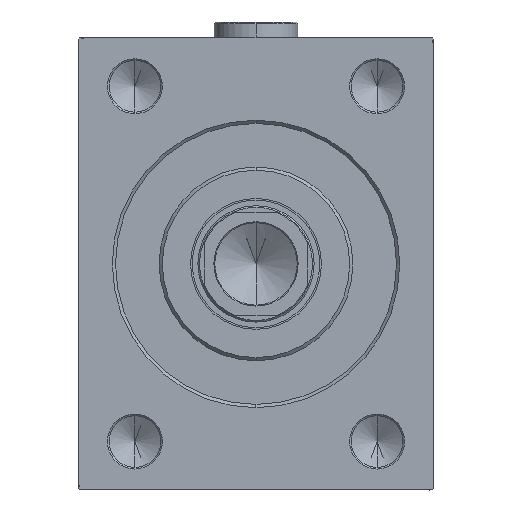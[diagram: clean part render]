
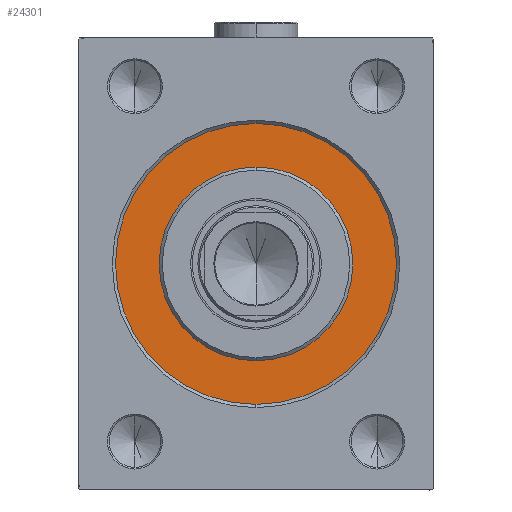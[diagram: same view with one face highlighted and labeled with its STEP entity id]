
A CAD part, left-side view. The second image highlights one B-rep face of the part: STEP entity #24301.
In plain terms, the highlighted face is planar.
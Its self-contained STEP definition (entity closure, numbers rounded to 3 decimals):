
#1499 = AXIS2_PLACEMENT_3D ( 'NONE', #8627, #22902, #15071 ) ;
#2967 = EDGE_CURVE ( 'NONE', #30485, #41665, #6319, .T. ) ;
#5637 = PLANE ( 'NONE',  #25160 ) ;
#6319 = CIRCLE ( 'NONE', #18816, 30. ) ;
#6606 = DIRECTION ( 'NONE',  ( 0., 0., -1. ) ) ;
#6880 = CARTESIAN_POINT ( 'NONE',  ( 0., 0., -30. ) ) ;
#7403 = VERTEX_POINT ( 'NONE', #9569 ) ;
#8627 = CARTESIAN_POINT ( 'NONE',  ( 0., 0., 0. ) ) ;
#9569 = CARTESIAN_POINT ( 'NONE',  ( 0., 0., 43.5 ) ) ;
#14922 = ORIENTED_EDGE ( 'NONE', *, *, #38540, .F. ) ;
#15071 = DIRECTION ( 'NONE',  ( 0., 0., 1. ) ) ;
#15417 = CARTESIAN_POINT ( 'NONE',  ( 0., 0., 0. ) ) ;
#16453 = EDGE_CURVE ( 'NONE', #41665, #30485, #26424, .T. ) ;
#16689 = DIRECTION ( 'NONE',  ( -1., 0., 0. ) ) ;
#17517 = EDGE_LOOP ( 'NONE', ( #19378, #37378 ) ) ;
#18648 = DIRECTION ( 'NONE',  ( -1., 0., 0. ) ) ;
#18816 = AXIS2_PLACEMENT_3D ( 'NONE', #34668, #31215, #6606 ) ;
#19107 = DIRECTION ( 'NONE',  ( 0., 0., 1. ) ) ;
#19378 = ORIENTED_EDGE ( 'NONE', *, *, #16453, .F. ) ;
#19690 = DIRECTION ( 'NONE',  ( 0., 0., 1. ) ) ;
#20110 = EDGE_CURVE ( 'NONE', #7403, #33453, #23585, .T. ) ;
#22902 = DIRECTION ( 'NONE',  ( -1., 0., 0. ) ) ;
#23585 = CIRCLE ( 'NONE', #1499, 43.5 ) ;
#23895 = DIRECTION ( 'NONE',  ( 0., 0., -1. ) ) ;
#24301 = ADVANCED_FACE ( 'NONE', ( #38045, #37382 ), #5637, .F. ) ;
#24339 = DIRECTION ( 'NONE',  ( 1., 0., 0. ) ) ;
#25160 = AXIS2_PLACEMENT_3D ( 'NONE', #34595, #16689, #19690 ) ;
#26424 = CIRCLE ( 'NONE', #44031, 30. ) ;
#29477 = ORIENTED_EDGE ( 'NONE', *, *, #20110, .F. ) ;
#30485 = VERTEX_POINT ( 'NONE', #6880 ) ;
#31215 = DIRECTION ( 'NONE',  ( 1., 0., 0. ) ) ;
#33207 = CARTESIAN_POINT ( 'NONE',  ( 0., 0., -43.5 ) ) ;
#33453 = VERTEX_POINT ( 'NONE', #33207 ) ;
#34342 = CARTESIAN_POINT ( 'NONE',  ( 0., 0., 30. ) ) ;
#34595 = CARTESIAN_POINT ( 'NONE',  ( 0., 0., 0. ) ) ;
#34668 = CARTESIAN_POINT ( 'NONE',  ( 0., 0., 0. ) ) ;
#36818 = EDGE_LOOP ( 'NONE', ( #14922, #29477 ) ) ;
#37378 = ORIENTED_EDGE ( 'NONE', *, *, #2967, .F. ) ;
#37382 = FACE_OUTER_BOUND ( 'NONE', #36818, .T. ) ;
#38045 = FACE_BOUND ( 'NONE', #17517, .T. ) ;
#38540 = EDGE_CURVE ( 'NONE', #33453, #7403, #38543, .T. ) ;
#38543 = CIRCLE ( 'NONE', #42944, 43.5 ) ;
#41665 = VERTEX_POINT ( 'NONE', #34342 ) ;
#41793 = CARTESIAN_POINT ( 'NONE',  ( 0., 0., 0. ) ) ;
#42944 = AXIS2_PLACEMENT_3D ( 'NONE', #15417, #18648, #19107 ) ;
#44031 = AXIS2_PLACEMENT_3D ( 'NONE', #41793, #24339, #23895 ) ;
